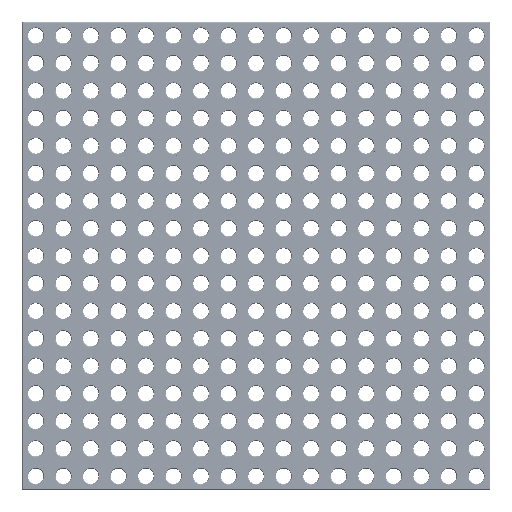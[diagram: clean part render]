
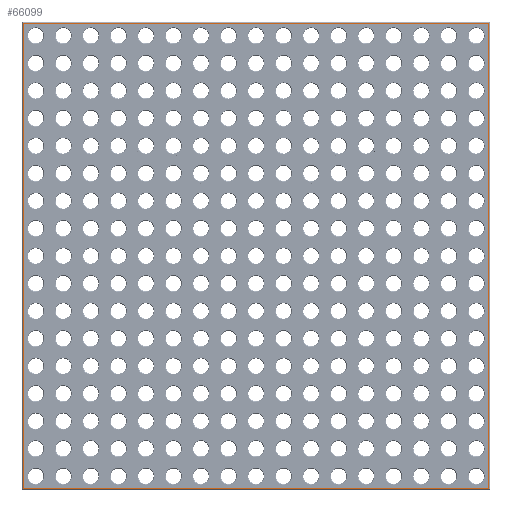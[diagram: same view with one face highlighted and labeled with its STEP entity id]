
A CAD part, top view. The second image highlights one B-rep face of the part: STEP entity #66099.
In plain terms, the highlighted planar face has unit normal (0, 0, 1).
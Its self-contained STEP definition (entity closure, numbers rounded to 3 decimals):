
#100 = PLANE('',#101);
#101 = AXIS2_PLACEMENT_3D('',#102,#103,#104);
#102 = CARTESIAN_POINT('',(-6.25,206.1,2.975));
#103 = DIRECTION('',(0.,0.707,0.707));
#104 = DIRECTION('',(-1.,0.,0.));
#11499 = PLANE('',#11500);
#11500 = AXIS2_PLACEMENT_3D('',#11501,#11502,#11503);
#11501 = CARTESIAN_POINT('',(206.1,206.25,2.975));
#11502 = DIRECTION('',(0.707,0.,0.707
    ));
#11503 = DIRECTION('',(0.,1.,0.));
#13333 = VERTEX_POINT('',#13334);
#13334 = CARTESIAN_POINT('',(-5.95,205.95,3.125));
#13348 = PLANE('',#13349);
#13349 = AXIS2_PLACEMENT_3D('',#13350,#13351,#13352);
#13350 = CARTESIAN_POINT('',(-6.1,-6.25,2.975));
#13351 = DIRECTION('',(-0.707,0.,
    0.707));
#13352 = DIRECTION('',(0.,-1.,0.));
#13362 = VERTEX_POINT('',#13363);
#13363 = CARTESIAN_POINT('',(205.95,205.95,3.125));
#13384 = EDGE_CURVE('',#13333,#13362,#13385,.T.);
#13385 = SURFACE_CURVE('',#13386,(#13390,#13397),.PCURVE_S1.);
#13386 = LINE('',#13387,#13388);
#13387 = CARTESIAN_POINT('',(-6.25,205.95,3.125));
#13388 = VECTOR('',#13389,1.);
#13389 = DIRECTION('',(1.,0.,0.));
#13390 = PCURVE('',#100,#13391);
#13391 = DEFINITIONAL_REPRESENTATION('',(#13392),#13396);
#13392 = LINE('',#13393,#13394);
#13393 = CARTESIAN_POINT('',(0.,0.212));
#13394 = VECTOR('',#13395,1.);
#13395 = DIRECTION('',(-1.,0.));
#13396 = ( GEOMETRIC_REPRESENTATION_CONTEXT(2) 
PARAMETRIC_REPRESENTATION_CONTEXT() REPRESENTATION_CONTEXT('2D SPACE',''
  ) );
#13397 = PCURVE('',#13398,#13403);
#13398 = PLANE('',#13399);
#13399 = AXIS2_PLACEMENT_3D('',#13400,#13401,#13402);
#13400 = CARTESIAN_POINT('',(100.,100.,3.125));
#13401 = DIRECTION('',(0.,0.,1.));
#13402 = DIRECTION('',(1.,0.,0.));
#13403 = DEFINITIONAL_REPRESENTATION('',(#13404),#13408);
#13404 = LINE('',#13405,#13406);
#13405 = CARTESIAN_POINT('',(-106.25,105.95));
#13406 = VECTOR('',#13407,1.);
#13407 = DIRECTION('',(1.,0.));
#13408 = ( GEOMETRIC_REPRESENTATION_CONTEXT(2) 
PARAMETRIC_REPRESENTATION_CONTEXT() REPRESENTATION_CONTEXT('2D SPACE',''
  ) );
#64439 = PLANE('',#64440);
#64440 = AXIS2_PLACEMENT_3D('',#64441,#64442,#64443);
#64441 = CARTESIAN_POINT('',(206.25,-6.1,2.975));
#64442 = DIRECTION('',(0.,-0.707,
    0.707));
#64443 = DIRECTION('',(-1.,0.,0.));
#66008 = VERTEX_POINT('',#66009);
#66009 = CARTESIAN_POINT('',(205.95,-5.95,3.125));
#66030 = EDGE_CURVE('',#13362,#66008,#66031,.T.);
#66031 = SURFACE_CURVE('',#66032,(#66036,#66043),.PCURVE_S1.);
#66032 = LINE('',#66033,#66034);
#66033 = CARTESIAN_POINT('',(205.95,206.25,3.125));
#66034 = VECTOR('',#66035,1.);
#66035 = DIRECTION('',(0.,-1.,0.));
#66036 = PCURVE('',#11499,#66037);
#66037 = DEFINITIONAL_REPRESENTATION('',(#66038),#66042);
#66038 = LINE('',#66039,#66040);
#66039 = CARTESIAN_POINT('',(0.,0.212));
#66040 = VECTOR('',#66041,1.);
#66041 = DIRECTION('',(-1.,0.));
#66042 = ( GEOMETRIC_REPRESENTATION_CONTEXT(2) 
PARAMETRIC_REPRESENTATION_CONTEXT() REPRESENTATION_CONTEXT('2D SPACE',''
  ) );
#66043 = PCURVE('',#13398,#66044);
#66044 = DEFINITIONAL_REPRESENTATION('',(#66045),#66049);
#66045 = LINE('',#66046,#66047);
#66046 = CARTESIAN_POINT('',(105.95,106.25));
#66047 = VECTOR('',#66048,1.);
#66048 = DIRECTION('',(0.,-1.));
#66049 = ( GEOMETRIC_REPRESENTATION_CONTEXT(2) 
PARAMETRIC_REPRESENTATION_CONTEXT() REPRESENTATION_CONTEXT('2D SPACE',''
  ) );
#66055 = VERTEX_POINT('',#66056);
#66056 = CARTESIAN_POINT('',(-5.95,-5.95,3.125));
#66079 = EDGE_CURVE('',#66055,#13333,#66080,.T.);
#66080 = SURFACE_CURVE('',#66081,(#66085,#66092),.PCURVE_S1.);
#66081 = LINE('',#66082,#66083);
#66082 = CARTESIAN_POINT('',(-5.95,-6.25,3.125));
#66083 = VECTOR('',#66084,1.);
#66084 = DIRECTION('',(0.,1.,0.));
#66085 = PCURVE('',#13348,#66086);
#66086 = DEFINITIONAL_REPRESENTATION('',(#66087),#66091);
#66087 = LINE('',#66088,#66089);
#66088 = CARTESIAN_POINT('',(0.,0.212));
#66089 = VECTOR('',#66090,1.);
#66090 = DIRECTION('',(-1.,0.));
#66091 = ( GEOMETRIC_REPRESENTATION_CONTEXT(2) 
PARAMETRIC_REPRESENTATION_CONTEXT() REPRESENTATION_CONTEXT('2D SPACE',''
  ) );
#66092 = PCURVE('',#13398,#66093);
#66093 = DEFINITIONAL_REPRESENTATION('',(#66094),#66098);
#66094 = LINE('',#66095,#66096);
#66095 = CARTESIAN_POINT('',(-105.95,-106.25));
#66096 = VECTOR('',#66097,1.);
#66097 = DIRECTION('',(0.,1.));
#66098 = ( GEOMETRIC_REPRESENTATION_CONTEXT(2) 
PARAMETRIC_REPRESENTATION_CONTEXT() REPRESENTATION_CONTEXT('2D SPACE',''
  ) );
#66099 = ADVANCED_FACE('',(#66100,#66126),#13398,.T.);
#66100 = FACE_BOUND('',#66101,.T.);
#66101 = EDGE_LOOP('',(#66102,#66123,#66124,#66125));
#66102 = ORIENTED_EDGE('',*,*,#66103,.F.);
#66103 = EDGE_CURVE('',#66008,#66055,#66104,.T.);
#66104 = SURFACE_CURVE('',#66105,(#66109,#66116),.PCURVE_S1.);
#66105 = LINE('',#66106,#66107);
#66106 = CARTESIAN_POINT('',(206.25,-5.95,3.125));
#66107 = VECTOR('',#66108,1.);
#66108 = DIRECTION('',(-1.,0.,0.));
#66109 = PCURVE('',#13398,#66110);
#66110 = DEFINITIONAL_REPRESENTATION('',(#66111),#66115);
#66111 = LINE('',#66112,#66113);
#66112 = CARTESIAN_POINT('',(106.25,-105.95));
#66113 = VECTOR('',#66114,1.);
#66114 = DIRECTION('',(-1.,0.));
#66115 = ( GEOMETRIC_REPRESENTATION_CONTEXT(2) 
PARAMETRIC_REPRESENTATION_CONTEXT() REPRESENTATION_CONTEXT('2D SPACE',''
  ) );
#66116 = PCURVE('',#64439,#66117);
#66117 = DEFINITIONAL_REPRESENTATION('',(#66118),#66122);
#66118 = LINE('',#66119,#66120);
#66119 = CARTESIAN_POINT('',(0.,-0.212));
#66120 = VECTOR('',#66121,1.);
#66121 = DIRECTION('',(1.,0.));
#66122 = ( GEOMETRIC_REPRESENTATION_CONTEXT(2) 
PARAMETRIC_REPRESENTATION_CONTEXT() REPRESENTATION_CONTEXT('2D SPACE',''
  ) );
#66123 = ORIENTED_EDGE('',*,*,#66030,.F.);
#66124 = ORIENTED_EDGE('',*,*,#13384,.F.);
#66125 = ORIENTED_EDGE('',*,*,#66079,.F.);
#66126 = FACE_BOUND('',#66127,.T.);
#66127 = EDGE_LOOP('',(#66128,#66158,#66186,#66214));
#66128 = ORIENTED_EDGE('',*,*,#66129,.T.);
#66129 = EDGE_CURVE('',#66130,#66132,#66134,.T.);
#66130 = VERTEX_POINT('',#66131);
#66131 = CARTESIAN_POINT('',(-5.15,-5.15,3.125));
#66132 = VERTEX_POINT('',#66133);
#66133 = CARTESIAN_POINT('',(-5.15,205.15,3.125));
#66134 = SURFACE_CURVE('',#66135,(#66139,#66146),.PCURVE_S1.);
#66135 = LINE('',#66136,#66137);
#66136 = CARTESIAN_POINT('',(-5.15,-5.15,3.125));
#66137 = VECTOR('',#66138,1.);
#66138 = DIRECTION('',(0.,1.,0.));
#66139 = PCURVE('',#13398,#66140);
#66140 = DEFINITIONAL_REPRESENTATION('',(#66141),#66145);
#66141 = LINE('',#66142,#66143);
#66142 = CARTESIAN_POINT('',(-105.15,-105.15));
#66143 = VECTOR('',#66144,1.);
#66144 = DIRECTION('',(0.,1.));
#66145 = ( GEOMETRIC_REPRESENTATION_CONTEXT(2) 
PARAMETRIC_REPRESENTATION_CONTEXT() REPRESENTATION_CONTEXT('2D SPACE',''
  ) );
#66146 = PCURVE('',#66147,#66152);
#66147 = PLANE('',#66148);
#66148 = AXIS2_PLACEMENT_3D('',#66149,#66150,#66151);
#66149 = CARTESIAN_POINT('',(-5.15,-5.15,3.125));
#66150 = DIRECTION('',(1.,0.,0.));
#66151 = DIRECTION('',(0.,1.,0.));
#66152 = DEFINITIONAL_REPRESENTATION('',(#66153),#66157);
#66153 = LINE('',#66154,#66155);
#66154 = CARTESIAN_POINT('',(0.,0.));
#66155 = VECTOR('',#66156,1.);
#66156 = DIRECTION('',(1.,0.));
#66157 = ( GEOMETRIC_REPRESENTATION_CONTEXT(2) 
PARAMETRIC_REPRESENTATION_CONTEXT() REPRESENTATION_CONTEXT('2D SPACE',''
  ) );
#66158 = ORIENTED_EDGE('',*,*,#66159,.T.);
#66159 = EDGE_CURVE('',#66132,#66160,#66162,.T.);
#66160 = VERTEX_POINT('',#66161);
#66161 = CARTESIAN_POINT('',(205.15,205.15,3.125));
#66162 = SURFACE_CURVE('',#66163,(#66167,#66174),.PCURVE_S1.);
#66163 = LINE('',#66164,#66165);
#66164 = CARTESIAN_POINT('',(-5.15,205.15,3.125));
#66165 = VECTOR('',#66166,1.);
#66166 = DIRECTION('',(1.,0.,0.));
#66167 = PCURVE('',#13398,#66168);
#66168 = DEFINITIONAL_REPRESENTATION('',(#66169),#66173);
#66169 = LINE('',#66170,#66171);
#66170 = CARTESIAN_POINT('',(-105.15,105.15));
#66171 = VECTOR('',#66172,1.);
#66172 = DIRECTION('',(1.,0.));
#66173 = ( GEOMETRIC_REPRESENTATION_CONTEXT(2) 
PARAMETRIC_REPRESENTATION_CONTEXT() REPRESENTATION_CONTEXT('2D SPACE',''
  ) );
#66174 = PCURVE('',#66175,#66180);
#66175 = PLANE('',#66176);
#66176 = AXIS2_PLACEMENT_3D('',#66177,#66178,#66179);
#66177 = CARTESIAN_POINT('',(-5.15,205.15,3.125));
#66178 = DIRECTION('',(0.,-1.,0.));
#66179 = DIRECTION('',(1.,0.,0.));
#66180 = DEFINITIONAL_REPRESENTATION('',(#66181),#66185);
#66181 = LINE('',#66182,#66183);
#66182 = CARTESIAN_POINT('',(0.,0.));
#66183 = VECTOR('',#66184,1.);
#66184 = DIRECTION('',(1.,0.));
#66185 = ( GEOMETRIC_REPRESENTATION_CONTEXT(2) 
PARAMETRIC_REPRESENTATION_CONTEXT() REPRESENTATION_CONTEXT('2D SPACE',''
  ) );
#66186 = ORIENTED_EDGE('',*,*,#66187,.T.);
#66187 = EDGE_CURVE('',#66160,#66188,#66190,.T.);
#66188 = VERTEX_POINT('',#66189);
#66189 = CARTESIAN_POINT('',(205.15,-5.15,3.125));
#66190 = SURFACE_CURVE('',#66191,(#66195,#66202),.PCURVE_S1.);
#66191 = LINE('',#66192,#66193);
#66192 = CARTESIAN_POINT('',(205.15,205.15,3.125));
#66193 = VECTOR('',#66194,1.);
#66194 = DIRECTION('',(0.,-1.,0.));
#66195 = PCURVE('',#13398,#66196);
#66196 = DEFINITIONAL_REPRESENTATION('',(#66197),#66201);
#66197 = LINE('',#66198,#66199);
#66198 = CARTESIAN_POINT('',(105.15,105.15));
#66199 = VECTOR('',#66200,1.);
#66200 = DIRECTION('',(0.,-1.));
#66201 = ( GEOMETRIC_REPRESENTATION_CONTEXT(2) 
PARAMETRIC_REPRESENTATION_CONTEXT() REPRESENTATION_CONTEXT('2D SPACE',''
  ) );
#66202 = PCURVE('',#66203,#66208);
#66203 = PLANE('',#66204);
#66204 = AXIS2_PLACEMENT_3D('',#66205,#66206,#66207);
#66205 = CARTESIAN_POINT('',(205.15,205.15,3.125));
#66206 = DIRECTION('',(-1.,0.,0.));
#66207 = DIRECTION('',(0.,-1.,0.));
#66208 = DEFINITIONAL_REPRESENTATION('',(#66209),#66213);
#66209 = LINE('',#66210,#66211);
#66210 = CARTESIAN_POINT('',(0.,0.));
#66211 = VECTOR('',#66212,1.);
#66212 = DIRECTION('',(1.,0.));
#66213 = ( GEOMETRIC_REPRESENTATION_CONTEXT(2) 
PARAMETRIC_REPRESENTATION_CONTEXT() REPRESENTATION_CONTEXT('2D SPACE',''
  ) );
#66214 = ORIENTED_EDGE('',*,*,#66215,.T.);
#66215 = EDGE_CURVE('',#66188,#66130,#66216,.T.);
#66216 = SURFACE_CURVE('',#66217,(#66221,#66228),.PCURVE_S1.);
#66217 = LINE('',#66218,#66219);
#66218 = CARTESIAN_POINT('',(205.15,-5.15,3.125));
#66219 = VECTOR('',#66220,1.);
#66220 = DIRECTION('',(-1.,0.,0.));
#66221 = PCURVE('',#13398,#66222);
#66222 = DEFINITIONAL_REPRESENTATION('',(#66223),#66227);
#66223 = LINE('',#66224,#66225);
#66224 = CARTESIAN_POINT('',(105.15,-105.15));
#66225 = VECTOR('',#66226,1.);
#66226 = DIRECTION('',(-1.,0.));
#66227 = ( GEOMETRIC_REPRESENTATION_CONTEXT(2) 
PARAMETRIC_REPRESENTATION_CONTEXT() REPRESENTATION_CONTEXT('2D SPACE',''
  ) );
#66228 = PCURVE('',#66229,#66234);
#66229 = PLANE('',#66230);
#66230 = AXIS2_PLACEMENT_3D('',#66231,#66232,#66233);
#66231 = CARTESIAN_POINT('',(205.15,-5.15,3.125));
#66232 = DIRECTION('',(0.,1.,0.));
#66233 = DIRECTION('',(-1.,0.,0.));
#66234 = DEFINITIONAL_REPRESENTATION('',(#66235),#66239);
#66235 = LINE('',#66236,#66237);
#66236 = CARTESIAN_POINT('',(0.,0.));
#66237 = VECTOR('',#66238,1.);
#66238 = DIRECTION('',(1.,0.));
#66239 = ( GEOMETRIC_REPRESENTATION_CONTEXT(2) 
PARAMETRIC_REPRESENTATION_CONTEXT() REPRESENTATION_CONTEXT('2D SPACE',''
  ) );
